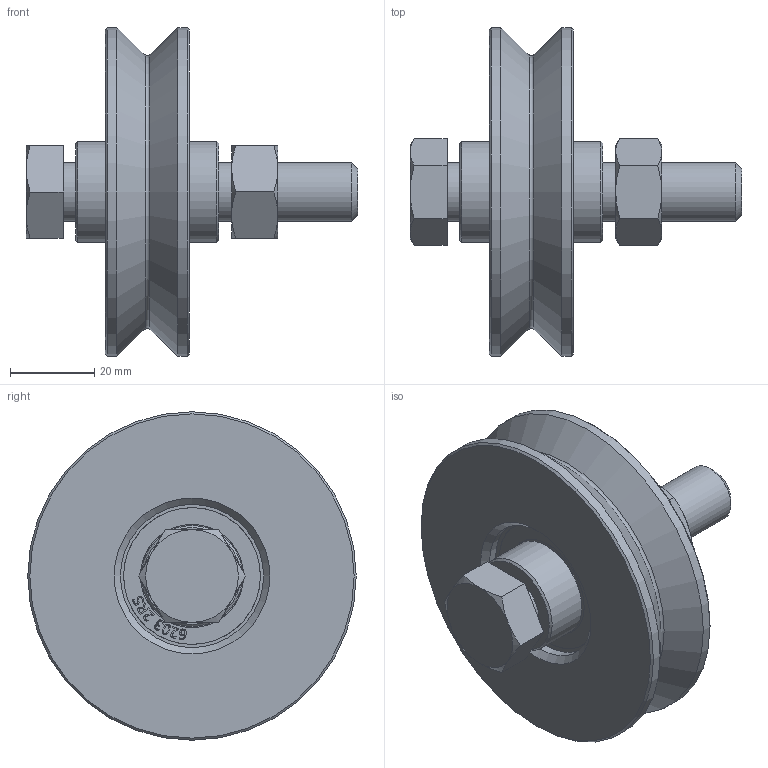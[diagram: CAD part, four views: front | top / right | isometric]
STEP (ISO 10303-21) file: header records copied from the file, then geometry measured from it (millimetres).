
FILE_DESCRIPTION(/* description */ ('300V-80 ZINCATA - RUOTA '),/* implementation_level */ '2;1');
FILE_NAME(/* name */ '11501020 001.stp',/* time_stamp */ '2023-03-08T08:12:25+01:00',/* author */ ('gcocco'),/* organization */ (''),/* preprocessor_version */ 'ST-DEVELOPER v17.2',/* originating_system */ 'Autodesk Inventor 2019',/* authorisation */ '');
FILE_SCHEMA (('AUTOMOTIVE_DESIGN { 1 0 10303 214 3 1 1 }'));
Length unit declared in the file: millimetre
Products named in the file (8): 11501020  001; 33311002  001; 74101030; P0911007-01-GUARNIZIONE; 23311002  001; 23002003  001; 21504006  001; 71200711  001
Assembly tree (9 placements, depth 3):
  11501020  001
    33311002  001
      74101030
      P0911007-01-GUARNIZIONE  x2
      23311002  001
    23002003  001  x2
    21504006  001
    71200711  001
Bounding box: 78.8 x 78 x 78 mm (x, y, z)
Volume: 93034.3 mm3; surface area: 36567.8 mm2
Topology: 21 solids, 21 shells, 439 faces, 1217 edges, 821 vertices
Faces by surface type: bspline 190, plane 129, cone 42, torus 37, cylinder 29, sphere 12
Full cylindrical faces by diameter (mm): 12.376 x7, 14 x1, 14.2 x2, 17 x3, 24 x2, 24.498 x2, 24.5 x2, 32.5 x2, 32.502 x2, 34 x1, 40 x2, 45 x1, 78 x2
Entity records: 10329 total; most frequent: CARTESIAN_POINT 2964, ORIENTED_EDGE 1584, DIRECTION 1282, EDGE_CURVE 792, VERTEX_POINT 585, AXIS2_PLACEMENT_3D 501, EDGE_LOOP 333, CIRCLE 296
